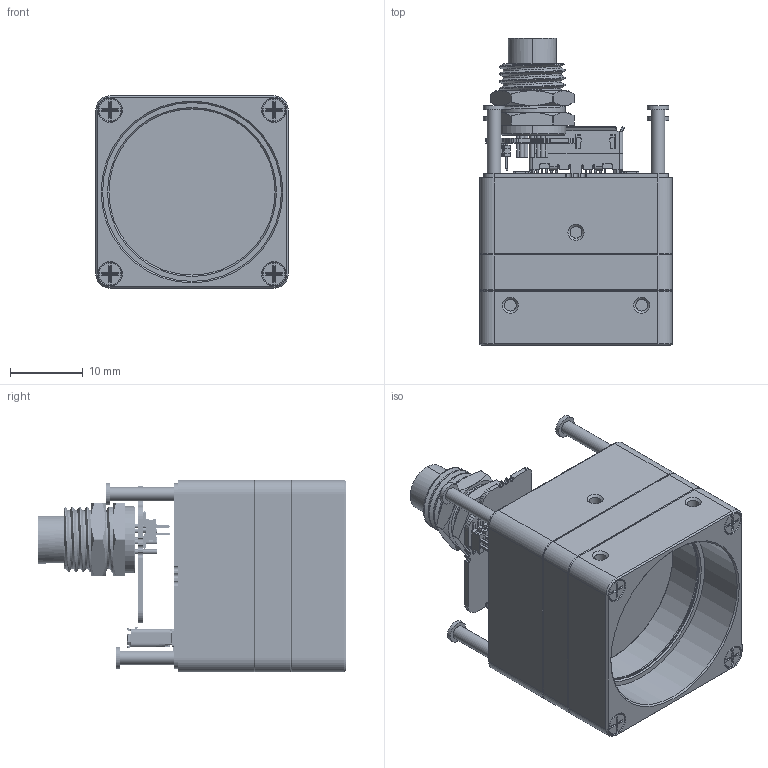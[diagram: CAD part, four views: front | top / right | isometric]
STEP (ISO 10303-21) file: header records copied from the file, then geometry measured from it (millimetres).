
FILE_DESCRIPTION(/* description */ (''),/* implementation_level */ '2;1');
FILE_NAME(/* name */ 'MC-SY-PG4-UB_01-STP.stp',/* time_stamp */ '2023-12-13T13:27:43+01:00',/* author */ (''),/* organization */ (''),/* preprocessor_version */ 'ST-DEVELOPER v18.102',/* originating_system */ 'SIEMENS PLM Software NX2206.8900',/* authorisation */ '');
FILE_SCHEMA (('AUTOMOTIVE_DESIGN { 1 0 10303 214 3 1 1 1 }'));
Products named in the file (16): 001455_03; 001458_03; 003737_06; 003271_02; 002838_01; 001012_01; 001765_02; 001445_01; 001802_01; 001246_01; 001186_02; 001023_01; 003731_03; 001457_01; 001940_02; 001938_01
Assembly tree (23 placements, depth 4):
  001938_01
    001940_02
      001186_02
      001246_01
      001802_01
      001445_01
      001457_01
        001458_03
        001455_03
        001023_01  x4
      001765_02
      001012_01  x2
    001023_01  x4
    003731_03
      002838_01
      003271_02
      003737_06
Bounding box: 26.4 x 42.14 x 26.4 mm (x, y, z)
Volume: 8397.2 mm3; surface area: 16469.5 mm2
Topology: 32 solids, 32 shells, 6928 faces, 18572 edges, 12260 vertices
Faces by surface type: plane 4999, cylinder 1681, cone 199, torus 26, sphere 11, bspline 11, extrusion 1
Full cylindrical faces by diameter (mm): 0.435 x1, 0.7 x3, 0.8 x9, 1.3 x2, 1.6 x12, 1.7 x2, 1.9 x8, 2 x12, 3 x10, 3.2 x4, 9 x1, 21 x1, 21.6 x1, 22.8 x2, 24.4 x1, 24.541 x1, 25 x1, 25.1 x1
Entity records: 218698 total; most frequent: CARTESIAN_POINT 39032, ORIENTED_EDGE 35886, DIRECTION 35126, EDGE_CURVE 17943, VECTOR 13918, LINE 13917, VERTEX_POINT 11923, AXIS2_PLACEMENT_3D 10604
